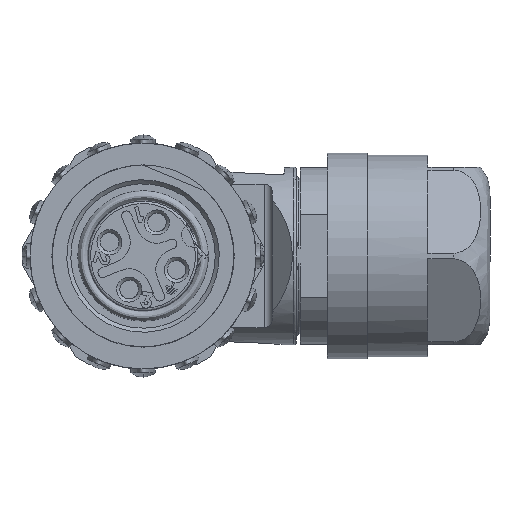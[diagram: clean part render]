
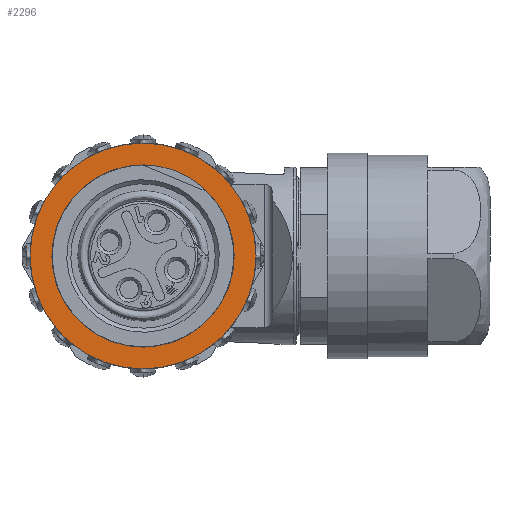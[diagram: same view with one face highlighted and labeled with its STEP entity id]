
A CAD part, left-side view. The second image highlights one B-rep face of the part: STEP entity #2296.
In plain terms, the highlighted planar face has unit normal (-1, 0, 0).
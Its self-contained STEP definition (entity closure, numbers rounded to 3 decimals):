
#478=FACE_BOUND('',#4651,.T.);
#479=FACE_BOUND('',#4652,.T.);
#1013=PLANE('',#20812);
#2296=ADVANCED_FACE('',(#478,#479),#1013,.T.);
#4651=EDGE_LOOP('',(#9035));
#4652=EDGE_LOOP('',(#9036));
#5510=CIRCLE('',#20810,11.3);
#5511=CIRCLE('',#20811,14.);
#9035=ORIENTED_EDGE('',*,*,#15180,.T.);
#9036=ORIENTED_EDGE('',*,*,#15181,.T.);
#12734=VERTEX_POINT('',#35540);
#12735=VERTEX_POINT('',#35542);
#15180=EDGE_CURVE('',#12734,#12734,#5510,.T.);
#15181=EDGE_CURVE('',#12735,#12735,#5511,.T.);
#20810=AXIS2_PLACEMENT_3D('',#35539,#24369,#24370);
#20811=AXIS2_PLACEMENT_3D('',#35541,#24371,#24372);
#20812=AXIS2_PLACEMENT_3D('',#35543,#24373,#24374);
#24369=DIRECTION('',(1.,0.,0.));
#24370=DIRECTION('',(0.,-1.,0.));
#24371=DIRECTION('',(-1.,0.,0.));
#24372=DIRECTION('',(0.,-1.,0.));
#24373=DIRECTION('',(-1.,0.,0.));
#24374=DIRECTION('',(0.,1.,0.));
#35539=CARTESIAN_POINT('',(19.1,0.,0.));
#35540=CARTESIAN_POINT('',(19.1,-11.3,0.));
#35541=CARTESIAN_POINT('',(19.1,0.,0.));
#35542=CARTESIAN_POINT('',(19.1,-14.,0.));
#35543=CARTESIAN_POINT('',(19.1,-15.4,15.4));
